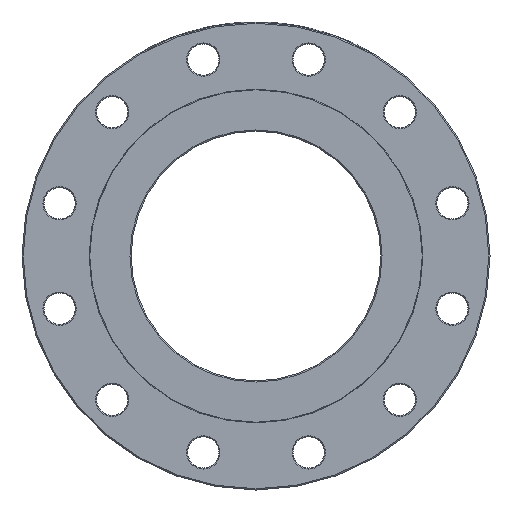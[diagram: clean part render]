
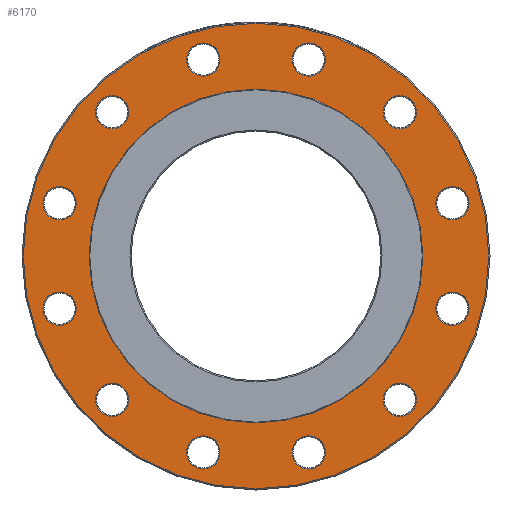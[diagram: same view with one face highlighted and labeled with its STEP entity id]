
A CAD part, left-side view. The second image highlights one B-rep face of the part: STEP entity #6170.
In plain terms, the highlighted planar face has unit normal (-1, 0, 0).
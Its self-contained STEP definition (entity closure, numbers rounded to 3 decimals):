
#84 = DIRECTION ( 'NONE',  ( 0., -0.866, 0.5 ) ) ;
#179 = ORIENTED_EDGE ( 'NONE', *, *, #6756, .T. ) ;
#358 = CIRCLE ( 'NONE', #1251, 189. ) ;
#397 = EDGE_LOOP ( 'NONE', ( #579 ) ) ;
#479 = CARTESIAN_POINT ( 'NONE',  ( 2., 128.435, 109.993 ) ) ;
#538 = CARTESIAN_POINT ( 'NONE',  ( 2., 116.743, 116.743 ) ) ;
#556 = CIRCLE ( 'NONE', #2535, 135.486 ) ;
#572 = CARTESIAN_POINT ( 'NONE',  ( 2., 109.993, -128.435 ) ) ;
#579 = ORIENTED_EDGE ( 'NONE', *, *, #1799, .T. ) ;
#607 = DIRECTION ( 'NONE',  ( 0., -0.5, 0.866 ) ) ;
#709 = CARTESIAN_POINT ( 'NONE',  ( 2., -31.04, 166.224 ) ) ;
#776 = EDGE_LOOP ( 'NONE', ( #3379 ) ) ;
#811 = CARTESIAN_POINT ( 'NONE',  ( 2., -116.743, -116.743 ) ) ;
#823 = ORIENTED_EDGE ( 'NONE', *, *, #8152, .T. ) ;
#832 = EDGE_LOOP ( 'NONE', ( #7075 ) ) ;
#834 = CIRCLE ( 'NONE', #8467, 13.5 ) ;
#949 = EDGE_LOOP ( 'NONE', ( #5110 ) ) ;
#1052 = FACE_BOUND ( 'NONE', #7811, .T. ) ;
#1176 = DIRECTION ( 'NONE',  ( 1., 0., 0. ) ) ;
#1251 = AXIS2_PLACEMENT_3D ( 'NONE', #7277, #6596, #2928 ) ;
#1274 = VERTEX_POINT ( 'NONE', #1324 ) ;
#1324 = CARTESIAN_POINT ( 'NONE',  ( 2., 166.224, 31.04 ) ) ;
#1369 = CARTESIAN_POINT ( 'NONE',  ( 2., 0., 135.486 ) ) ;
#1388 = CIRCLE ( 'NONE', #1858, 13.5 ) ;
#1626 = FACE_BOUND ( 'NONE', #1656, .T. ) ;
#1656 = EDGE_LOOP ( 'NONE', ( #4722 ) ) ;
#1687 = AXIS2_PLACEMENT_3D ( 'NONE', #538, #5676, #2198 ) ;
#1732 = EDGE_CURVE ( 'NONE', #4016, #4016, #4962, .T. ) ;
#1756 = DIRECTION ( 'NONE',  ( 1., 0., 0. ) ) ;
#1799 = EDGE_CURVE ( 'NONE', #9115, #9115, #6870, .T. ) ;
#1842 = CIRCLE ( 'NONE', #1687, 13.5 ) ;
#1858 = AXIS2_PLACEMENT_3D ( 'NONE', #3474, #7152, #2804 ) ;
#1948 = CARTESIAN_POINT ( 'NONE',  ( 2., 31.04, -166.224 ) ) ;
#2014 = CARTESIAN_POINT ( 'NONE',  ( 2., -42.731, -159.474 ) ) ;
#2048 = DIRECTION ( 'NONE',  ( 1., 0., 0. ) ) ;
#2049 = EDGE_LOOP ( 'NONE', ( #3243 ) ) ;
#2050 = AXIS2_PLACEMENT_3D ( 'NONE', #8394, #1756, #7586 ) ;
#2086 = CIRCLE ( 'NONE', #6064, 13.5 ) ;
#2089 = VERTEX_POINT ( 'NONE', #572 ) ;
#2160 = CIRCLE ( 'NONE', #8868, 13.5 ) ;
#2198 = DIRECTION ( 'NONE',  ( 0., 0.866, -0.5 ) ) ;
#2318 = EDGE_LOOP ( 'NONE', ( #4205 ) ) ;
#2371 = CARTESIAN_POINT ( 'NONE',  ( 2., -56.231, -159.474 ) ) ;
#2422 = VERTEX_POINT ( 'NONE', #2371 ) ;
#2496 = FACE_BOUND ( 'NONE', #776, .T. ) ;
#2530 = EDGE_LOOP ( 'NONE', ( #7986 ) ) ;
#2535 = AXIS2_PLACEMENT_3D ( 'NONE', #8332, #5415, #4097 ) ;
#2565 = EDGE_CURVE ( 'NONE', #4069, #4069, #1842, .T. ) ;
#2574 = DIRECTION ( 'NONE',  ( 1., 0., 0. ) ) ;
#2602 = AXIS2_PLACEMENT_3D ( 'NONE', #811, #3725, #84 ) ;
#2719 = CARTESIAN_POINT ( 'NONE',  ( 2., 159.474, -56.231 ) ) ;
#2725 = EDGE_LOOP ( 'NONE', ( #823 ) ) ;
#2753 = AXIS2_PLACEMENT_3D ( 'NONE', #3779, #5294, #8305 ) ;
#2764 = VERTEX_POINT ( 'NONE', #5660 ) ;
#2804 = DIRECTION ( 'NONE',  ( 0., 0., 1. ) ) ;
#2907 = DIRECTION ( 'NONE',  ( 0., 0.5, 0.866 ) ) ;
#2928 = DIRECTION ( 'NONE',  ( 0., 0., -1. ) ) ;
#3060 = PLANE ( 'NONE',  #8931 ) ;
#3063 = EDGE_LOOP ( 'NONE', ( #6914 ) ) ;
#3113 = FACE_BOUND ( 'NONE', #397, .T. ) ;
#3243 = ORIENTED_EDGE ( 'NONE', *, *, #4823, .T. ) ;
#3361 = EDGE_CURVE ( 'NONE', #1274, #1274, #6724, .T. ) ;
#3379 = ORIENTED_EDGE ( 'NONE', *, *, #3361, .T. ) ;
#3446 = AXIS2_PLACEMENT_3D ( 'NONE', #4942, #8436, #607 ) ;
#3474 = CARTESIAN_POINT ( 'NONE',  ( 2., -159.474, 42.731 ) ) ;
#3525 = CARTESIAN_POINT ( 'NONE',  ( 2., -128.435, -109.993 ) ) ;
#3573 = VERTEX_POINT ( 'NONE', #6470 ) ;
#3725 = DIRECTION ( 'NONE',  ( 1., 0., 0. ) ) ;
#3733 = EDGE_LOOP ( 'NONE', ( #9251 ) ) ;
#3779 = CARTESIAN_POINT ( 'NONE',  ( 2., 42.731, -159.474 ) ) ;
#3830 = FACE_OUTER_BOUND ( 'NONE', #2530, .T. ) ;
#3845 = EDGE_CURVE ( 'NONE', #4247, #4247, #6701, .T. ) ;
#4016 = VERTEX_POINT ( 'NONE', #6205 ) ;
#4069 = VERTEX_POINT ( 'NONE', #479 ) ;
#4097 = DIRECTION ( 'NONE',  ( 0., 0., 1. ) ) ;
#4205 = ORIENTED_EDGE ( 'NONE', *, *, #5623, .T. ) ;
#4247 = VERTEX_POINT ( 'NONE', #3525 ) ;
#4290 = VERTEX_POINT ( 'NONE', #6565 ) ;
#4545 = FACE_BOUND ( 'NONE', #832, .T. ) ;
#4638 = FACE_BOUND ( 'NONE', #6355, .T. ) ;
#4657 = EDGE_CURVE ( 'NONE', #9433, #9433, #2086, .T. ) ;
#4722 = ORIENTED_EDGE ( 'NONE', *, *, #1732, .T. ) ;
#4800 = CIRCLE ( 'NONE', #2050, 13.5 ) ;
#4823 = EDGE_CURVE ( 'NONE', #7858, #7858, #8928, .T. ) ;
#4902 = CARTESIAN_POINT ( 'NONE',  ( 2., -166.224, -31.04 ) ) ;
#4942 = CARTESIAN_POINT ( 'NONE',  ( 2., -159.474, -42.731 ) ) ;
#4962 = CIRCLE ( 'NONE', #6192, 13.5 ) ;
#4997 = VERTEX_POINT ( 'NONE', #2719 ) ;
#5012 = DIRECTION ( 'NONE',  ( 1., 0., 0. ) ) ;
#5070 = FACE_BOUND ( 'NONE', #6811, .T. ) ;
#5110 = ORIENTED_EDGE ( 'NONE', *, *, #5525, .T. ) ;
#5249 = FACE_BOUND ( 'NONE', #2318, .T. ) ;
#5294 = DIRECTION ( 'NONE',  ( 1., 0., 0. ) ) ;
#5300 = DIRECTION ( 'NONE',  ( 0., 0., -1. ) ) ;
#5381 = DIRECTION ( 'NONE',  ( 0., -0.5, -0.866 ) ) ;
#5397 = FACE_BOUND ( 'NONE', #2049, .T. ) ;
#5415 = DIRECTION ( 'NONE',  ( -1., 0., 0. ) ) ;
#5429 = CARTESIAN_POINT ( 'NONE',  ( 2., 116.743, -116.743 ) ) ;
#5472 = DIRECTION ( 'NONE',  ( 0., 0.866, 0.5 ) ) ;
#5525 = EDGE_CURVE ( 'NONE', #2089, #2089, #834, .T. ) ;
#5592 = DIRECTION ( 'NONE',  ( 0., -1., 0. ) ) ;
#5623 = EDGE_CURVE ( 'NONE', #4997, #4997, #4800, .T. ) ;
#5660 = CARTESIAN_POINT ( 'NONE',  ( 2., 0., -189. ) ) ;
#5676 = DIRECTION ( 'NONE',  ( 1., 0., 0. ) ) ;
#5862 = CARTESIAN_POINT ( 'NONE',  ( 2., -116.743, 116.743 ) ) ;
#5934 = EDGE_CURVE ( 'NONE', #7999, #7999, #556, .T. ) ;
#6020 = FACE_BOUND ( 'NONE', #3733, .T. ) ;
#6064 = AXIS2_PLACEMENT_3D ( 'NONE', #6767, #2574, #5472 ) ;
#6124 = AXIS2_PLACEMENT_3D ( 'NONE', #6367, #9418, #6411 ) ;
#6170 = ADVANCED_FACE ( 'NONE', ( #2496, #1052, #1626, #4638, #4545, #5070, #5397, #9029, #6501, #3113, #8983, #5249, #3830, #6020 ), #3060, .F. ) ;
#6192 = AXIS2_PLACEMENT_3D ( 'NONE', #7355, #5012, #9353 ) ;
#6205 = CARTESIAN_POINT ( 'NONE',  ( 2., 56.231, 159.474 ) ) ;
#6355 = EDGE_LOOP ( 'NONE', ( #7673 ) ) ;
#6367 = CARTESIAN_POINT ( 'NONE',  ( 2., 159.474, 42.731 ) ) ;
#6411 = DIRECTION ( 'NONE',  ( 0., 0.5, -0.866 ) ) ;
#6470 = CARTESIAN_POINT ( 'NONE',  ( 2., -159.474, 56.231 ) ) ;
#6501 = FACE_BOUND ( 'NONE', #2725, .T. ) ;
#6561 = EDGE_CURVE ( 'NONE', #4290, #4290, #8228, .T. ) ;
#6565 = CARTESIAN_POINT ( 'NONE',  ( 2., -109.993, 128.435 ) ) ;
#6596 = DIRECTION ( 'NONE',  ( -1., 0., 0. ) ) ;
#6701 = CIRCLE ( 'NONE', #2602, 13.5 ) ;
#6724 = CIRCLE ( 'NONE', #6124, 13.5 ) ;
#6756 = EDGE_CURVE ( 'NONE', #3573, #3573, #1388, .T. ) ;
#6767 = CARTESIAN_POINT ( 'NONE',  ( 2., -42.731, 159.474 ) ) ;
#6811 = EDGE_LOOP ( 'NONE', ( #179 ) ) ;
#6870 = CIRCLE ( 'NONE', #2753, 13.5 ) ;
#6914 = ORIENTED_EDGE ( 'NONE', *, *, #3845, .T. ) ;
#7075 = ORIENTED_EDGE ( 'NONE', *, *, #6561, .T. ) ;
#7152 = DIRECTION ( 'NONE',  ( 1., 0., 0. ) ) ;
#7160 = EDGE_CURVE ( 'NONE', #2764, #2764, #358, .T. ) ;
#7277 = CARTESIAN_POINT ( 'NONE',  ( 2., 0., 0. ) ) ;
#7355 = CARTESIAN_POINT ( 'NONE',  ( 2., 42.731, 159.474 ) ) ;
#7500 = DIRECTION ( 'NONE',  ( 1., 0., 0. ) ) ;
#7586 = DIRECTION ( 'NONE',  ( 0., 0., -1. ) ) ;
#7673 = ORIENTED_EDGE ( 'NONE', *, *, #4657, .T. ) ;
#7811 = EDGE_LOOP ( 'NONE', ( #8114 ) ) ;
#7858 = VERTEX_POINT ( 'NONE', #4902 ) ;
#7986 = ORIENTED_EDGE ( 'NONE', *, *, #7160, .T. ) ;
#7999 = VERTEX_POINT ( 'NONE', #1369 ) ;
#8114 = ORIENTED_EDGE ( 'NONE', *, *, #2565, .T. ) ;
#8152 = EDGE_CURVE ( 'NONE', #2422, #2422, #2160, .T. ) ;
#8228 = CIRCLE ( 'NONE', #8534, 13.5 ) ;
#8305 = DIRECTION ( 'NONE',  ( 0., -0.866, -0.5 ) ) ;
#8332 = CARTESIAN_POINT ( 'NONE',  ( 2., 0., 0. ) ) ;
#8394 = CARTESIAN_POINT ( 'NONE',  ( 2., 159.474, -42.731 ) ) ;
#8436 = DIRECTION ( 'NONE',  ( 1., 0., 0. ) ) ;
#8467 = AXIS2_PLACEMENT_3D ( 'NONE', #5429, #1176, #5381 ) ;
#8512 = DIRECTION ( 'NONE',  ( 1., 0., 0. ) ) ;
#8534 = AXIS2_PLACEMENT_3D ( 'NONE', #5862, #2048, #2907 ) ;
#8868 = AXIS2_PLACEMENT_3D ( 'NONE', #2014, #8512, #5592 ) ;
#8928 = CIRCLE ( 'NONE', #3446, 13.5 ) ;
#8931 = AXIS2_PLACEMENT_3D ( 'NONE', #9414, #7500, #5300 ) ;
#8983 = FACE_BOUND ( 'NONE', #949, .T. ) ;
#9029 = FACE_BOUND ( 'NONE', #3063, .T. ) ;
#9115 = VERTEX_POINT ( 'NONE', #1948 ) ;
#9251 = ORIENTED_EDGE ( 'NONE', *, *, #5934, .F. ) ;
#9353 = DIRECTION ( 'NONE',  ( 0., 1., 0. ) ) ;
#9414 = CARTESIAN_POINT ( 'NONE',  ( 2., 135.486, 0. ) ) ;
#9418 = DIRECTION ( 'NONE',  ( 1., 0., 0. ) ) ;
#9433 = VERTEX_POINT ( 'NONE', #709 ) ;
